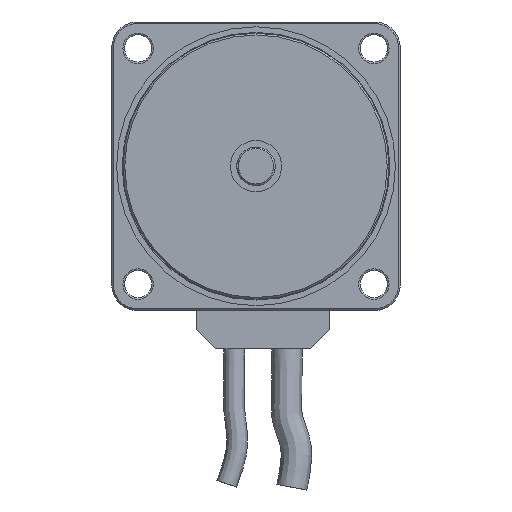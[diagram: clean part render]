
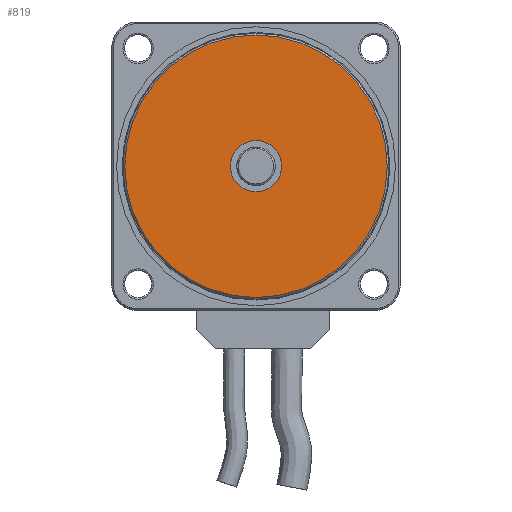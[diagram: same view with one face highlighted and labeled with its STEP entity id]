
A CAD part, front view. The second image highlights one B-rep face of the part: STEP entity #819.
In plain terms, the highlighted planar face has unit normal (0, -1, 0).
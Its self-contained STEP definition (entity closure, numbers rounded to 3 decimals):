
#819 = ADVANCED_FACE( '', ( #1823, #1824 ), #1825, .F. );
#1823 = FACE_OUTER_BOUND( '', #3409, .T. );
#1824 = FACE_BOUND( '', #3410, .T. );
#1825 = PLANE( '', #3411 );
#3409 = EDGE_LOOP( '', ( #5473 ) );
#3410 = EDGE_LOOP( '', ( #5474 ) );
#3411 = AXIS2_PLACEMENT_3D( '', #5475, #5476, #5477 );
#5473 = ORIENTED_EDGE( '', *, *, #7831, .T. );
#5474 = ORIENTED_EDGE( '', *, *, #8204, .T. );
#5475 = CARTESIAN_POINT( '', ( 0., -15.5, 0. ) );
#5476 = DIRECTION( '', ( 0., 1., 0. ) );
#5477 = DIRECTION( '', ( 0., 0., 1. ) );
#7831 = EDGE_CURVE( '', #9417, #9417, #9418, .F. );
#8204 = EDGE_CURVE( '', #9979, #9979, #9980, .T. );
#9417 = VERTEX_POINT( '', #11553 );
#9418 = CIRCLE( '', #11554, 40.95 );
#9979 = VERTEX_POINT( '', #12369 );
#9980 = CIRCLE( '', #12370, 8. );
#11553 = CARTESIAN_POINT( '', ( 0., -15.5, 40.95 ) );
#11554 = AXIS2_PLACEMENT_3D( '', #13848, #13849, #13850 );
#12369 = CARTESIAN_POINT( '', ( 8., -15.5, 0. ) );
#12370 = AXIS2_PLACEMENT_3D( '', #14258, #14259, #14260 );
#13848 = CARTESIAN_POINT( '', ( 0., -15.5, 0. ) );
#13849 = DIRECTION( '', ( 0., 1., 0. ) );
#13850 = DIRECTION( '', ( 0., 0., 1. ) );
#14258 = CARTESIAN_POINT( '', ( 0., -15.5, 0. ) );
#14259 = DIRECTION( '', ( 0., 1., 0. ) );
#14260 = DIRECTION( '', ( 1., 0., 0. ) );
